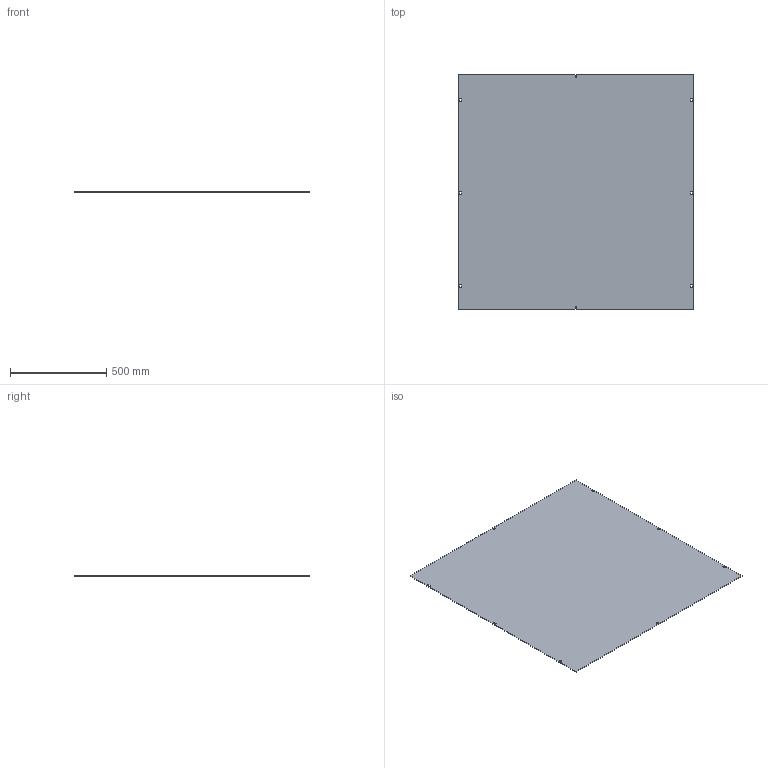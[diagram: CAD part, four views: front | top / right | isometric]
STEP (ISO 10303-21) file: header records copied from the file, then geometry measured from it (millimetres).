
FILE_DESCRIPTION(/* description */ ('SC LID, CRS - 48" X 48"'),/* implementation_level */ '2;1');
FILE_NAME(/* name */ 'SC4848.stp',/* time_stamp */ '2017-02-27T19:27:10+06:00',/* author */ ('mgunasekar'),/* organization */ (''),/* preprocessor_version */ 'ST-DEVELOPER v16.1',/* originating_system */ 'Autodesk Inventor 2016',/* authorisation */ '');
FILE_SCHEMA (('AUTOMOTIVE_DESIGN { 1 0 10303 214 3 1 1 }'));
Length unit declared in the file: inch
Products named in the file (2): SC4848LPA; SC4848
Assembly tree (1 placements, depth 2):
  SC4848
    SC4848LPA
Bounding box: 1219.2 x 1219.2 x 2.38 mm (x, y, z)
Volume: 3535778.7 mm3; surface area: 2983578.3 mm2
Topology: 1 solids, 1 shells, 32 faces, 90 edges, 60 vertices
Faces by surface type: plane 18, cylinder 14
Full cylindrical faces by diameter (mm): 7.925 x2
Entity records: 1149 total; most frequent: DIRECTION 186, CARTESIAN_POINT 183, ORIENTED_EDGE 176, EDGE_CURVE 88, AXIS2_PLACEMENT_3D 63, LINE 60, VECTOR 60, VERTEX_POINT 60
